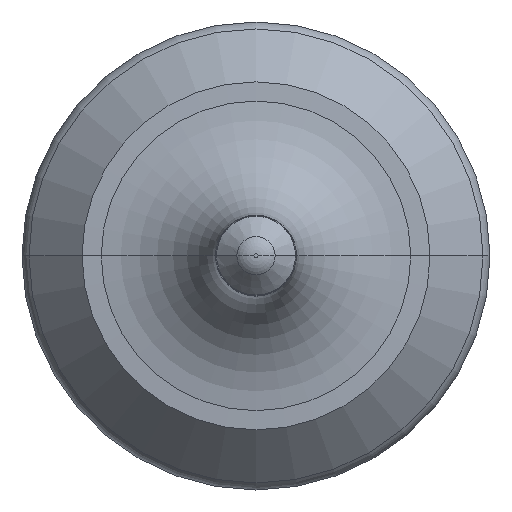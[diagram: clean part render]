
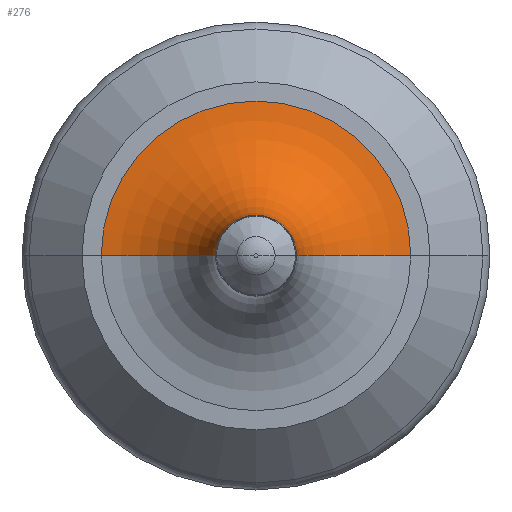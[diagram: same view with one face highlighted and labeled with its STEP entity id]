
A CAD part, top view. The second image highlights one B-rep face of the part: STEP entity #276.
In plain terms, the highlighted toroidal (fillet/blend) face has major radius 8 mm and minor radius 6 mm.
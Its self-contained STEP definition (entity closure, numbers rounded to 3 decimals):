
#50 = VERTEX_POINT ( 'NONE', #389 ) ;
#53 = EDGE_CURVE ( 'NONE', #58, #50, #367, .T. ) ;
#58 = VERTEX_POINT ( 'NONE', #74 ) ;
#74 = CARTESIAN_POINT ( 'NONE',  ( 7.686, 0., 92.008 ) ) ;
#137 = VERTEX_POINT ( 'NONE', #551 ) ;
#157 = EDGE_CURVE ( 'NONE', #208, #137, #772, .T. ) ;
#208 = VERTEX_POINT ( 'NONE', #815 ) ;
#215 = EDGE_CURVE ( 'NONE', #208, #58, #702, .T. ) ;
#270 = ORIENTED_EDGE ( 'NONE', *, *, #298, .F. ) ;
#271 = EDGE_LOOP ( 'NONE', ( #270, #316, #309, #310 ) ) ;
#276 = ADVANCED_FACE ( 'NONE', ( #1016 ), #1005, .F. ) ;
#298 = EDGE_CURVE ( 'NONE', #137, #50, #988, .T. ) ;
#309 = ORIENTED_EDGE ( 'NONE', *, *, #215, .T. ) ;
#310 = ORIENTED_EDGE ( 'NONE', *, *, #53, .T. ) ;
#316 = ORIENTED_EDGE ( 'NONE', *, *, #157, .F. ) ;
#317 = CARTESIAN_POINT ( 'NONE',  ( 0., 0., 92.008 ) ) ;
#355 = DIRECTION ( 'NONE',  ( 1., 0., 0. ) ) ;
#356 = DIRECTION ( 'NONE',  ( 0., 0., 1. ) ) ;
#367 = CIRCLE ( 'NONE', #391, 7.686 ) ;
#389 = CARTESIAN_POINT ( 'NONE',  ( -7.686, 0., 92.008 ) ) ;
#391 = AXIS2_PLACEMENT_3D ( 'NONE', #317, #356, #355 ) ;
#551 = CARTESIAN_POINT ( 'NONE',  ( -2.008, 0., 97.686 ) ) ;
#698 = DIRECTION ( 'NONE',  ( 0., 0., -1. ) ) ;
#699 = DIRECTION ( 'NONE',  ( 0., -1., 0. ) ) ;
#700 = CARTESIAN_POINT ( 'NONE',  ( 8., 0., 98. ) ) ;
#702 = CIRCLE ( 'NONE', #739, 6. ) ;
#739 = AXIS2_PLACEMENT_3D ( 'NONE', #700, #699, #698 ) ;
#769 = DIRECTION ( 'NONE',  ( 1., 0., 0. ) ) ;
#770 = DIRECTION ( 'NONE',  ( 0., 0., 1. ) ) ;
#771 = CARTESIAN_POINT ( 'NONE',  ( 0., 0., 97.686 ) ) ;
#772 = CIRCLE ( 'NONE', #845, 2.008 ) ;
#815 = CARTESIAN_POINT ( 'NONE',  ( 2.008, 0., 97.686 ) ) ;
#845 = AXIS2_PLACEMENT_3D ( 'NONE', #771, #770, #769 ) ;
#960 = AXIS2_PLACEMENT_3D ( 'NONE', #1028, #1001, #1000 ) ;
#985 = DIRECTION ( 'NONE',  ( -1., 0., 0. ) ) ;
#986 = DIRECTION ( 'NONE',  ( 0., 1., 0. ) ) ;
#987 = CARTESIAN_POINT ( 'NONE',  ( -8., 0., 98. ) ) ;
#988 = CIRCLE ( 'NONE', #993, 6. ) ;
#993 = AXIS2_PLACEMENT_3D ( 'NONE', #987, #986, #985 ) ;
#1000 = DIRECTION ( 'NONE',  ( 1., 0., 0. ) ) ;
#1001 = DIRECTION ( 'NONE',  ( 0., 0., 1. ) ) ;
#1005 = TOROIDAL_SURFACE ( 'NONE', #960, 8., 6. ) ;
#1016 = FACE_OUTER_BOUND ( 'NONE', #271, .T. ) ;
#1028 = CARTESIAN_POINT ( 'NONE',  ( 0., 0., 98. ) ) ;
